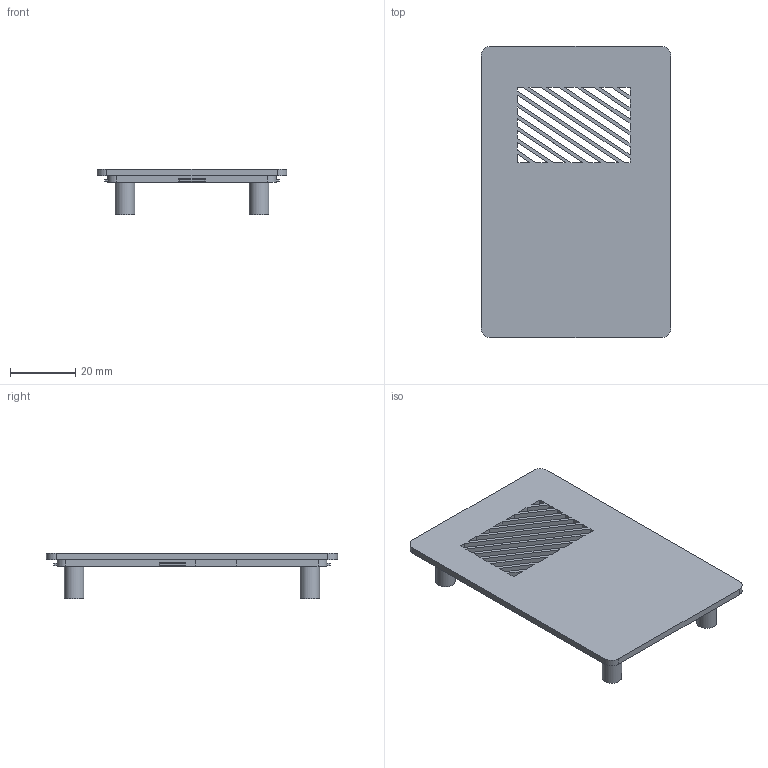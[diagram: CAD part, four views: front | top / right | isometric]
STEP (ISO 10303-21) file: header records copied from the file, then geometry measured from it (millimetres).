
FILE_DESCRIPTION(/* description */ (''),/* implementation_level */ '2;1');
FILE_NAME(/* name */ 'Case Octopus CO2 Ampel v4_Deckel.step',/* time_stamp */ '2020-11-08T14:15:16+01:00',/* author */ (''),/* organization */ (''),/* preprocessor_version */ 'ST-DEVELOPER v18.1',/* originating_system */ 'Autodesk Translation Framework v9.3.0.1241',/* authorisation */ '');
FILE_SCHEMA (('AUTOMOTIVE_DESIGN { 1 0 10303 214 3 1 1 }'));
Length unit declared in the file: millimetre
Products named in the file (1): Case Octopus CO2 Ampel
Bounding box: 58 x 89 x 14 mm (x, y, z)
Volume: 10654.5 mm3; surface area: 12827.8 mm2
Topology: 1 solids, 1 shells, 116 faces, 319 edges, 210 vertices
Faces by surface type: plane 101, cylinder 15
Full cylindrical faces by diameter (mm): 6 x3
Entity records: 3721 total; most frequent: CARTESIAN_POINT 646, ORIENTED_EDGE 638, DIRECTION 583, EDGE_CURVE 319, LINE 289, VECTOR 289, VERTEX_POINT 210, EDGE_LOOP 147
